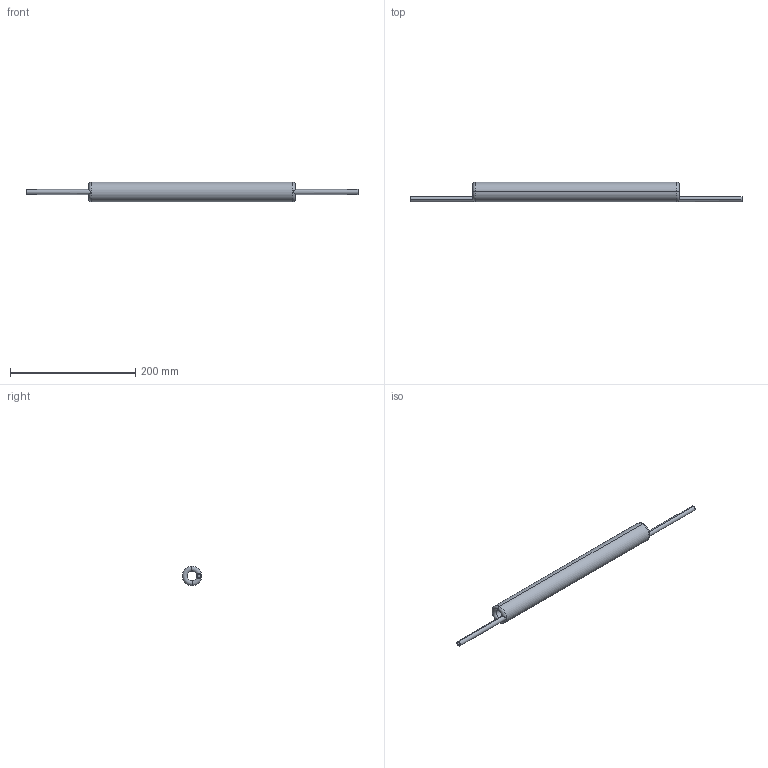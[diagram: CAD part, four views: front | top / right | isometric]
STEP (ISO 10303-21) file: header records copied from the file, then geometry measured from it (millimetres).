
FILE_DESCRIPTION (( 'STEP AP214' ), '1' );
FILE_NAME ('TCTCU080411930334893.step', '2008-04-11T13:30:31', ( 'sysAdmin' ), ( 'SolidWorks' ), 'SwSTEP 2.0', 'SolidWorks 2008', '' );
FILE_SCHEMA (( 'AUTOMOTIVE_DESIGN' ));
Length unit declared in the file: millimetre
Products named in the file (2): TCTCU080411930334893; TCU0805B-1.step_TCU3078 Tubing_0805-1
Assembly tree (1 placements, depth 2):
  TCTCU080411930334893
    TCU0805B-1.step_TCU3078 Tubing_0805-1
Bounding box: 530 x 31 x 31 mm (x, y, z)
Volume: 195943.5 mm3; surface area: 56578.2 mm2
Topology: 1 solids, 1 shells, 22 faces, 48 edges, 28 vertices
Faces by surface type: cylinder 12, torus 8, plane 2
Entity records: 935 total; most frequent: CARTESIAN_POINT 402, DIRECTION 112, ORIENTED_EDGE 96, AXIS2_PLACEMENT_3D 50, EDGE_CURVE 48, VERTEX_POINT 28, EDGE_LOOP 24, CIRCLE 24
